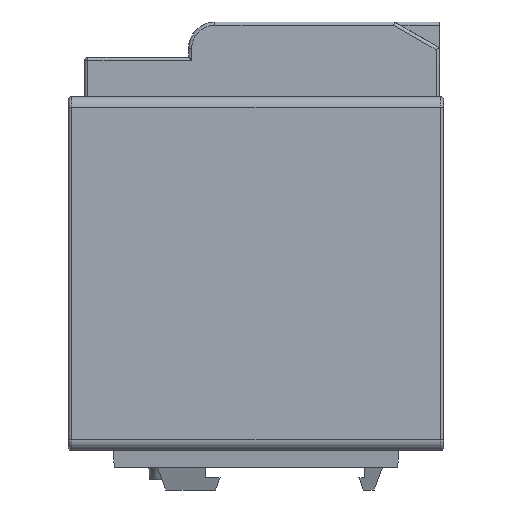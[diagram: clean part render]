
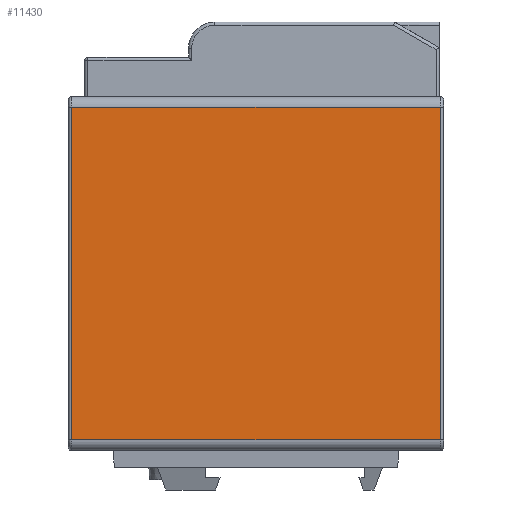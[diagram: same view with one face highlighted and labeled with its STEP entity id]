
A CAD part, left-side view. The second image highlights one B-rep face of the part: STEP entity #11430.
In plain terms, the highlighted planar face has unit normal (-1, 0, 0).
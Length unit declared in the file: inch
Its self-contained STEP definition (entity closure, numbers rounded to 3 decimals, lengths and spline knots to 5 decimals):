
#215 = EDGE_LOOP ( 'NONE', ( #4759, #9751, #10974, #7817 ) ) ;
#505 = VECTOR ( 'NONE', #4116, 39.37008 ) ;
#689 = VERTEX_POINT ( 'NONE', #9579 ) ;
#757 = DIRECTION ( 'NONE',  ( 0., 0., -1. ) ) ;
#1922 = VERTEX_POINT ( 'NONE', #10366 ) ;
#2613 = VECTOR ( 'NONE', #11040, 39.37008 ) ;
#3223 = EDGE_CURVE ( 'NONE', #689, #8145, #5433, .T. ) ;
#3666 = AXIS2_PLACEMENT_3D ( 'NONE', #5381, #11972, #6318 ) ;
#4116 = DIRECTION ( 'NONE',  ( 0., 1., 0. ) ) ;
#4749 = LINE ( 'NONE', #6428, #11971 ) ;
#4759 = ORIENTED_EDGE ( 'NONE', *, *, #6475, .T. ) ;
#5367 = EDGE_CURVE ( 'NONE', #8145, #8319, #7448, .T. ) ;
#5381 = CARTESIAN_POINT ( 'NONE',  ( -1.6675, -1.78, -2.0325 ) ) ;
#5433 = LINE ( 'NONE', #11982, #2613 ) ;
#5480 = FACE_OUTER_BOUND ( 'NONE', #215, .T. ) ;
#5526 = DIRECTION ( 'NONE',  ( 0., -1., 0. ) ) ;
#6318 = DIRECTION ( 'NONE',  ( 0., 0., -1. ) ) ;
#6428 = CARTESIAN_POINT ( 'NONE',  ( -1.6675, 1.75, -2.0325 ) ) ;
#6475 = EDGE_CURVE ( 'NONE', #1922, #689, #10376, .T. ) ;
#6880 = EDGE_CURVE ( 'NONE', #8319, #1922, #4749, .T. ) ;
#7448 = LINE ( 'NONE', #8837, #505 ) ;
#7568 = VECTOR ( 'NONE', #5526, 39.37008 ) ;
#7817 = ORIENTED_EDGE ( 'NONE', *, *, #6880, .T. ) ;
#8145 = VERTEX_POINT ( 'NONE', #10329 ) ;
#8319 = VERTEX_POINT ( 'NONE', #9596 ) ;
#8837 = CARTESIAN_POINT ( 'NONE',  ( -1.6675, 1.78, 1.2225 ) ) ;
#9579 = CARTESIAN_POINT ( 'NONE',  ( -1.6675, -1.75, -1.9325 ) ) ;
#9596 = CARTESIAN_POINT ( 'NONE',  ( -1.6675, 1.75, 1.2225 ) ) ;
#9751 = ORIENTED_EDGE ( 'NONE', *, *, #3223, .T. ) ;
#10329 = CARTESIAN_POINT ( 'NONE',  ( -1.6675, -1.75, 1.2225 ) ) ;
#10366 = CARTESIAN_POINT ( 'NONE',  ( -1.6675, 1.75, -1.9325 ) ) ;
#10376 = LINE ( 'NONE', #12115, #7568 ) ;
#10974 = ORIENTED_EDGE ( 'NONE', *, *, #5367, .T. ) ;
#11030 = PLANE ( 'NONE',  #3666 ) ;
#11040 = DIRECTION ( 'NONE',  ( 0., 0., 1. ) ) ;
#11430 = ADVANCED_FACE ( 'NONE', ( #5480 ), #11030, .F. ) ;
#11971 = VECTOR ( 'NONE', #757, 39.37008 ) ;
#11972 = DIRECTION ( 'NONE',  ( 1., 0., 0. ) ) ;
#11982 = CARTESIAN_POINT ( 'NONE',  ( -1.6675, -1.75, -2.0325 ) ) ;
#12115 = CARTESIAN_POINT ( 'NONE',  ( -1.6675, -1.78, -1.9325 ) ) ;
